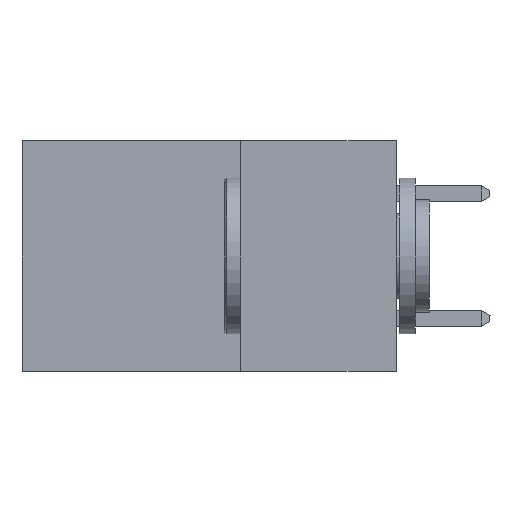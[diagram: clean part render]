
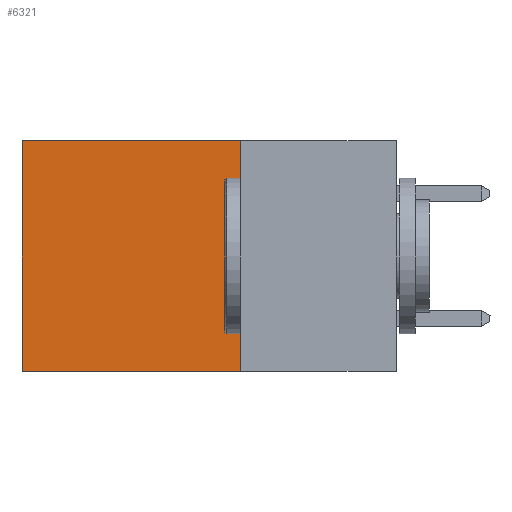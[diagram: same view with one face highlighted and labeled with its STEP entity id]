
A CAD part, left-side view. The second image highlights one B-rep face of the part: STEP entity #6321.
In plain terms, the highlighted planar face has unit normal (-1, 0, 0).
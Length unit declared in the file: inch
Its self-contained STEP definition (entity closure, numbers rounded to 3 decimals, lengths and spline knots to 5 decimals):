
#21 = ORIENTED_EDGE ( 'NONE', *, *, #188, .F. ) ;
#188 = EDGE_CURVE ( 'NONE', #1712, #2478, #2726, .T. ) ;
#225 = EDGE_LOOP ( 'NONE', ( #7979, #21, #2297, #4316 ) ) ;
#397 = CARTESIAN_POINT ( 'NONE',  ( 0.2615, 0.6, 0. ) ) ;
#1388 = CARTESIAN_POINT ( 'NONE',  ( 0.2615, 0.25, -0.37 ) ) ;
#1427 = DIRECTION ( 'NONE',  ( 0., 0., -1. ) ) ;
#1436 = DIRECTION ( 'NONE',  ( 0., 0., -1. ) ) ;
#1452 = DIRECTION ( 'NONE',  ( 1., 0., 0. ) ) ;
#1560 = CARTESIAN_POINT ( 'NONE',  ( 0.2615, 0.25, -0.37 ) ) ;
#1649 = PLANE ( 'NONE',  #6688 ) ;
#1712 = VERTEX_POINT ( 'NONE', #6506 ) ;
#1787 = EDGE_CURVE ( 'NONE', #7076, #6636, #4214, .T. ) ;
#2024 = VECTOR ( 'NONE', #4744, 39.37008 ) ;
#2179 = FACE_OUTER_BOUND ( 'NONE', #225, .T. ) ;
#2208 = VECTOR ( 'NONE', #3596, 39.37008 ) ;
#2297 = ORIENTED_EDGE ( 'NONE', *, *, #6334, .F. ) ;
#2478 = VERTEX_POINT ( 'NONE', #9653 ) ;
#2726 = LINE ( 'NONE', #3018, #8540 ) ;
#3018 = CARTESIAN_POINT ( 'NONE',  ( 0.2615, 0.25, -0.37 ) ) ;
#3164 = CARTESIAN_POINT ( 'NONE',  ( 0.2615, 0.6, -0.37 ) ) ;
#3525 = CARTESIAN_POINT ( 'NONE',  ( 0.2615, 0.25, 0. ) ) ;
#3596 = DIRECTION ( 'NONE',  ( 0., 1., 0. ) ) ;
#4021 = LINE ( 'NONE', #3164, #2024 ) ;
#4214 = LINE ( 'NONE', #3525, #2208 ) ;
#4316 = ORIENTED_EDGE ( 'NONE', *, *, #1787, .T. ) ;
#4744 = DIRECTION ( 'NONE',  ( 0., 0., -1. ) ) ;
#5725 = VECTOR ( 'NONE', #1427, 39.37008 ) ;
#5951 = LINE ( 'NONE', #1388, #5725 ) ;
#6321 = ADVANCED_FACE ( 'NONE', ( #2179 ), #1649, .F. ) ;
#6334 = EDGE_CURVE ( 'NONE', #7076, #1712, #5951, .T. ) ;
#6506 = CARTESIAN_POINT ( 'NONE',  ( 0.2615, 0.25, -0.37 ) ) ;
#6636 = VERTEX_POINT ( 'NONE', #397 ) ;
#6688 = AXIS2_PLACEMENT_3D ( 'NONE', #1560, #1452, #1436 ) ;
#7076 = VERTEX_POINT ( 'NONE', #9465 ) ;
#7156 = DIRECTION ( 'NONE',  ( 0., 1., 0. ) ) ;
#7979 = ORIENTED_EDGE ( 'NONE', *, *, #9121, .T. ) ;
#8540 = VECTOR ( 'NONE', #7156, 39.37008 ) ;
#9121 = EDGE_CURVE ( 'NONE', #6636, #2478, #4021, .T. ) ;
#9465 = CARTESIAN_POINT ( 'NONE',  ( 0.2615, 0.25, 0. ) ) ;
#9653 = CARTESIAN_POINT ( 'NONE',  ( 0.2615, 0.6, -0.37 ) ) ;
